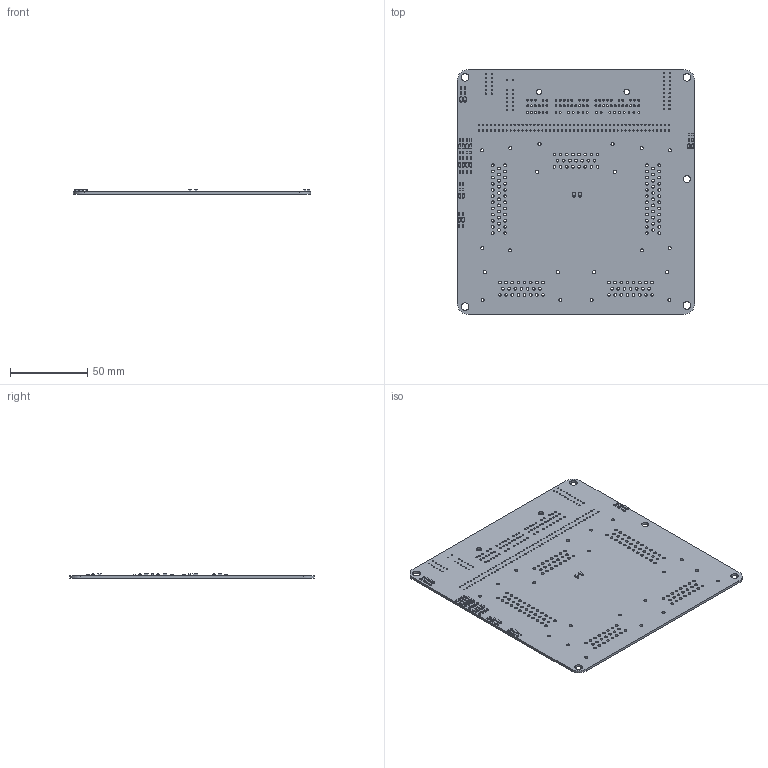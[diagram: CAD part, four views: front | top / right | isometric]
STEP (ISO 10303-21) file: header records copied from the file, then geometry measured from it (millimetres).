
FILE_DESCRIPTION(('KiCad electronic assembly'),'2;1');
FILE_NAME('hw_proteus_72_NB.step','2020-04-11T19:31:40',('An Author'),( 'A Company'),'Open CASCADE STEP processor 6.9', 'KiCad to STEP converter','Unknown');
FILE_SCHEMA(('AUTOMOTIVE_DESIGN { 1 0 10303 214 1 1 1 1 }'));
Length unit declared in the file: millimetre
Products named in the file (8): Open CASCADE STEP translator 6.9 1; R_0603_1608Metric; SOLID; D_SOD-123F; LED_0603_1608Metric_Castellated; COMPOUND
Assembly tree (54 placements, depth 3):
  Open CASCADE STEP translator 6.9 1
    R_0603_1608Metric  x16
      SOLID
    D_SOD-123F  x18
      SOLID
    LED_0603_1608Metric_Castellated  x16
      SOLID
    COMPOUND
Bounding box: 154 x 159 x 2.75 mm (x, y, z)
Volume: 38148.2 mm3; surface area: 51657.7 mm2
Topology: 51 solids, 51 shells, 1902 faces, 4954 edges, 3188 vertices
Faces by surface type: plane 984, cylinder 738, bspline 180
Full cylindrical faces by diameter (mm): 0.813 x144, 1.2 x72, 1.75 x139, 2 x20, 3.5 x2, 4.5 x1, 5 x4
Entity records: 37710 total; most frequent: CARTESIAN_POINT 6329, DIRECTION 5991, ORIENTED_EDGE 2798, PCURVE 2798, DEFINITIONAL_REPRESENTATION 2798, LINE 2527, VECTOR 2527, CIRCLE 1600
